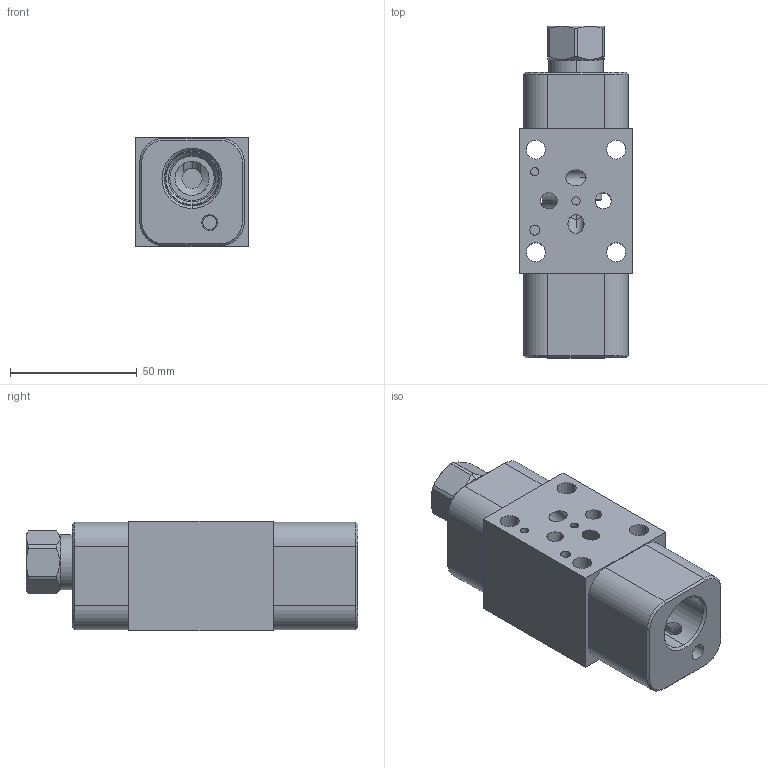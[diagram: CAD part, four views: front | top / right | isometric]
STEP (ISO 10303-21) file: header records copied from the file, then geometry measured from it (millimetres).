
FILE_DESCRIPTION((''),'2;1');
FILE_NAME('EB2_ASM','2019-07-04T',('ProEService'),(''),'PRO/ENGINEER BY PARAMETRIC TECHNOLOGY CORPORATION, 2014200','PRO/ENGINEER BY PARAMETRIC TECHNOLOGY CORPORATION, 2014200','');
FILE_SCHEMA(('CONFIG_CONTROL_DESIGN'));
Length unit declared in the file: inch
Products named in the file (7): 150-280; CXDAXCN; 850-004-250; 500-001-012; 700-002; 811-001-006; EB2_ASM
Assembly tree (7 placements, depth 2):
  EB2_ASM
    150-280
    CXDAXCN
    850-004-250  x2
    500-001-012
    700-002
    811-001-006
Bounding box: 44.45 x 130.96 x 43.18 mm (x, y, z)
Volume: 173423.9 mm3; surface area: 43431 mm2
Topology: 6 solids, 6 shells, 300 faces, 1048 edges, 928 vertices
Faces by surface type: cylinder 136, plane 59, cone 55, torus 20, sphere 11, bspline 11, revolution 8
Entity records: 17670 total; most frequent: CARTESIAN_POINT 9054, DIRECTION 1768, ORIENTED_EDGE 1408, EDGE_CURVE 704, AXIS2_PLACEMENT_3D 597, VECTOR 566, LINE 566, VERTEX_POINT 445
